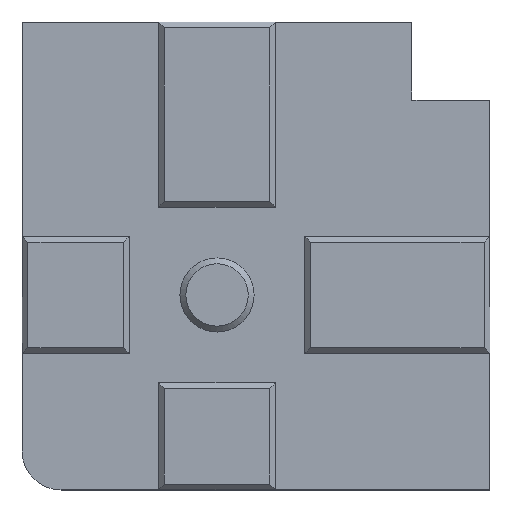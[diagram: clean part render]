
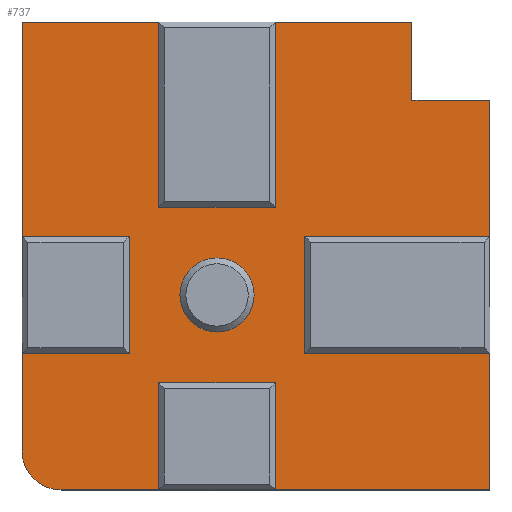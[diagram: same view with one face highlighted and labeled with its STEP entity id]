
A CAD part, top view. The second image highlights one B-rep face of the part: STEP entity #737.
In plain terms, the highlighted planar face has unit normal (0, 0, 1).
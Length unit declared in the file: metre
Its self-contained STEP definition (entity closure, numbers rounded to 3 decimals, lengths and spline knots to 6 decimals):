
#14=CIRCLE('',#790,0.002);
#15=CIRCLE('',#797,0.0019);
#64=ORIENTED_EDGE('',*,*,#265,.T.);
#65=ORIENTED_EDGE('',*,*,#242,.T.);
#66=ORIENTED_EDGE('',*,*,#266,.T.);
#67=ORIENTED_EDGE('',*,*,#267,.F.);
#68=ORIENTED_EDGE('',*,*,#268,.F.);
#69=ORIENTED_EDGE('',*,*,#245,.T.);
#70=ORIENTED_EDGE('',*,*,#249,.T.);
#71=ORIENTED_EDGE('',*,*,#269,.F.);
#72=ORIENTED_EDGE('',*,*,#270,.F.);
#73=ORIENTED_EDGE('',*,*,#271,.T.);
#74=ORIENTED_EDGE('',*,*,#252,.T.);
#75=ORIENTED_EDGE('',*,*,#255,.T.);
#76=ORIENTED_EDGE('',*,*,#258,.F.);
#77=ORIENTED_EDGE('',*,*,#262,.F.);
#78=ORIENTED_EDGE('',*,*,#272,.F.);
#79=ORIENTED_EDGE('',*,*,#273,.T.);
#80=ORIENTED_EDGE('',*,*,#274,.T.);
#81=ORIENTED_EDGE('',*,*,#264,.F.);
#82=ORIENTED_EDGE('',*,*,#231,.T.);
#83=ORIENTED_EDGE('',*,*,#275,.T.);
#84=ORIENTED_EDGE('',*,*,#276,.T.);
#85=ORIENTED_EDGE('',*,*,#277,.F.);
#86=ORIENTED_EDGE('',*,*,#235,.T.);
#87=ORIENTED_EDGE('',*,*,#238,.T.);
#231=EDGE_CURVE('',#336,#335,#400,.T.);
#235=EDGE_CURVE('',#333,#339,#404,.T.);
#238=EDGE_CURVE('',#339,#341,#14,.T.);
#242=EDGE_CURVE('',#341,#345,#409,.T.);
#245=EDGE_CURVE('',#343,#347,#412,.T.);
#249=EDGE_CURVE('',#347,#351,#416,.T.);
#252=EDGE_CURVE('',#349,#353,#419,.T.);
#255=EDGE_CURVE('',#353,#355,#422,.T.);
#258=EDGE_CURVE('',#357,#355,#425,.T.);
#262=EDGE_CURVE('',#361,#357,#429,.T.);
#264=EDGE_CURVE('',#336,#359,#431,.T.);
#265=EDGE_CURVE('',#362,#362,#15,.F.);
#266=EDGE_CURVE('',#345,#363,#432,.T.);
#267=EDGE_CURVE('',#364,#363,#433,.T.);
#268=EDGE_CURVE('',#343,#364,#434,.T.);
#269=EDGE_CURVE('',#365,#351,#435,.T.);
#270=EDGE_CURVE('',#366,#365,#436,.T.);
#271=EDGE_CURVE('',#366,#349,#437,.T.);
#272=EDGE_CURVE('',#367,#361,#438,.T.);
#273=EDGE_CURVE('',#367,#368,#439,.T.);
#274=EDGE_CURVE('',#368,#359,#440,.T.);
#275=EDGE_CURVE('',#335,#369,#441,.T.);
#276=EDGE_CURVE('',#369,#370,#442,.T.);
#277=EDGE_CURVE('',#333,#370,#443,.T.);
#333=VERTEX_POINT('',#1039);
#335=VERTEX_POINT('',#1043);
#336=VERTEX_POINT('',#1045);
#339=VERTEX_POINT('',#1051);
#341=VERTEX_POINT('',#1057);
#343=VERTEX_POINT('',#1062);
#345=VERTEX_POINT('',#1066);
#347=VERTEX_POINT('',#1071);
#349=VERTEX_POINT('',#1076);
#351=VERTEX_POINT('',#1080);
#353=VERTEX_POINT('',#1085);
#355=VERTEX_POINT('',#1091);
#357=VERTEX_POINT('',#1097);
#359=VERTEX_POINT('',#1102);
#361=VERTEX_POINT('',#1106);
#362=VERTEX_POINT('',#1112);
#363=VERTEX_POINT('',#1114);
#364=VERTEX_POINT('',#1116);
#365=VERTEX_POINT('',#1119);
#366=VERTEX_POINT('',#1121);
#367=VERTEX_POINT('',#1124);
#368=VERTEX_POINT('',#1126);
#369=VERTEX_POINT('',#1129);
#370=VERTEX_POINT('',#1131);
#400=LINE('',#1044,#499);
#404=LINE('',#1052,#503);
#409=LINE('',#1067,#508);
#412=LINE('',#1072,#511);
#416=LINE('',#1081,#515);
#419=LINE('',#1086,#518);
#422=LINE('',#1092,#521);
#425=LINE('',#1098,#524);
#429=LINE('',#1107,#528);
#431=LINE('',#1109,#530);
#432=LINE('',#1113,#531);
#433=LINE('',#1115,#532);
#434=LINE('',#1117,#533);
#435=LINE('',#1118,#534);
#436=LINE('',#1120,#535);
#437=LINE('',#1122,#536);
#438=LINE('',#1123,#537);
#439=LINE('',#1125,#538);
#440=LINE('',#1127,#539);
#441=LINE('',#1128,#540);
#442=LINE('',#1130,#541);
#443=LINE('',#1132,#542);
#499=VECTOR('',#843,1.);
#503=VECTOR('',#847,1.);
#508=VECTOR('',#860,1.);
#511=VECTOR('',#863,1.);
#515=VECTOR('',#869,1.);
#518=VECTOR('',#872,1.);
#521=VECTOR('',#877,1.);
#524=VECTOR('',#882,1.);
#528=VECTOR('',#888,1.);
#530=VECTOR('',#890,1.);
#531=VECTOR('',#895,1.);
#532=VECTOR('',#896,1.);
#533=VECTOR('',#897,1.);
#534=VECTOR('',#898,1.);
#535=VECTOR('',#899,1.);
#536=VECTOR('',#900,1.);
#537=VECTOR('',#901,1.);
#538=VECTOR('',#902,1.);
#539=VECTOR('',#903,1.);
#540=VECTOR('',#904,1.);
#541=VECTOR('',#905,1.);
#542=VECTOR('',#906,1.);
#602=EDGE_LOOP('',(#64));
#603=EDGE_LOOP('',(#65,#66,#67,#68,#69,#70,#71,#72,#73,#74,#75,#76,#77,
#78,#79,#80,#81,#82,#83,#84,#85,#86,#87));
#649=FACE_BOUND('',#602,.T.);
#650=FACE_BOUND('',#603,.T.);
#695=PLANE('',#796);
#737=ADVANCED_FACE('',(#649,#650),#695,.T.);
#790=AXIS2_PLACEMENT_3D('',#1058,#853,#854);
#796=AXIS2_PLACEMENT_3D('',#1110,#891,#892);
#797=AXIS2_PLACEMENT_3D('',#1111,#893,#894);
#843=DIRECTION('',(0.,-1.,0.));
#847=DIRECTION('',(0.,-1.,0.));
#853=DIRECTION('',(0.,0.,1.));
#854=DIRECTION('',(1.,0.,0.));
#860=DIRECTION('',(1.,0.,0.));
#863=DIRECTION('',(1.,0.,0.));
#869=DIRECTION('',(0.,1.,0.));
#872=DIRECTION('',(0.,1.,0.));
#877=DIRECTION('',(-1.,0.,0.));
#882=DIRECTION('',(0.,-1.,0.));
#888=DIRECTION('',(1.,0.,0.));
#890=DIRECTION('',(1.,0.,0.));
#891=DIRECTION('',(0.,0.,1.));
#892=DIRECTION('',(1.,0.,0.));
#893=DIRECTION('',(0.,0.,1.));
#894=DIRECTION('',(1.,0.,0.));
#895=DIRECTION('',(0.,1.,0.));
#896=DIRECTION('',(-1.,0.,0.));
#897=DIRECTION('',(0.,1.,0.));
#898=DIRECTION('',(1.,0.,0.));
#899=DIRECTION('',(0.,-1.,0.));
#900=DIRECTION('',(1.,0.,0.));
#901=DIRECTION('',(0.,1.,0.));
#902=DIRECTION('',(-1.,0.,0.));
#903=DIRECTION('',(0.,1.,0.));
#904=DIRECTION('',(1.,0.,0.));
#905=DIRECTION('',(0.,-1.,0.));
#906=DIRECTION('',(1.,0.,0.));
#1039=CARTESIAN_POINT('',(-0.01,-0.003,0.001));
#1043=CARTESIAN_POINT('',(-0.01,0.003,0.001));
#1044=CARTESIAN_POINT('',(-0.01,0.0065,0.001));
#1045=CARTESIAN_POINT('',(-0.01,0.014,0.001));
#1051=CARTESIAN_POINT('',(-0.01,-0.008,0.001));
#1052=CARTESIAN_POINT('',(-0.01,0.0065,0.001));
#1057=CARTESIAN_POINT('',(-0.008,-0.01,0.001));
#1058=CARTESIAN_POINT('',(-0.008,-0.008,0.001));
#1062=CARTESIAN_POINT('',(0.003,-0.01,0.001));
#1066=CARTESIAN_POINT('',(-0.003,-0.01,0.001));
#1067=CARTESIAN_POINT('',(-0.0055,-0.01,0.001));
#1071=CARTESIAN_POINT('',(0.014,-0.01,0.001));
#1072=CARTESIAN_POINT('',(-0.0055,-0.01,0.001));
#1076=CARTESIAN_POINT('',(0.014,0.003,0.001));
#1080=CARTESIAN_POINT('',(0.014,-0.003,0.001));
#1081=CARTESIAN_POINT('',(0.014,-0.0065,0.001));
#1085=CARTESIAN_POINT('',(0.014,0.01,0.001));
#1086=CARTESIAN_POINT('',(0.014,-0.0065,0.001));
#1091=CARTESIAN_POINT('',(0.01,0.01,0.001));
#1092=CARTESIAN_POINT('',(0.012,0.01,0.001));
#1097=CARTESIAN_POINT('',(0.01,0.014,0.001));
#1098=CARTESIAN_POINT('',(0.01,0.012,0.001));
#1102=CARTESIAN_POINT('',(-0.003,0.014,0.001));
#1106=CARTESIAN_POINT('',(0.003,0.014,0.001));
#1107=CARTESIAN_POINT('',(0.0065,0.014,0.001));
#1109=CARTESIAN_POINT('',(0.0065,0.014,0.001));
#1110=CARTESIAN_POINT('',(0.002,0.002,0.001));
#1111=CARTESIAN_POINT('',(0.,0.,0.001));
#1112=CARTESIAN_POINT('',(0.0019,0.,0.001));
#1113=CARTESIAN_POINT('',(-0.003,0.002,0.001));
#1114=CARTESIAN_POINT('',(-0.003,-0.0045,0.001));
#1115=CARTESIAN_POINT('',(0.002,-0.0045,0.001));
#1116=CARTESIAN_POINT('',(0.003,-0.0045,0.001));
#1117=CARTESIAN_POINT('',(0.003,0.002,0.001));
#1118=CARTESIAN_POINT('',(0.00725,-0.003,0.001));
#1119=CARTESIAN_POINT('',(0.0045,-0.003,0.001));
#1120=CARTESIAN_POINT('',(0.0045,0.,0.001));
#1121=CARTESIAN_POINT('',(0.0045,0.003,0.001));
#1122=CARTESIAN_POINT('',(0.00725,0.003,0.001));
#1123=CARTESIAN_POINT('',(0.003,0.00725,0.001));
#1124=CARTESIAN_POINT('',(0.003,0.0045,0.001));
#1125=CARTESIAN_POINT('',(0.,0.0045,0.001));
#1126=CARTESIAN_POINT('',(-0.003,0.0045,0.001));
#1127=CARTESIAN_POINT('',(-0.003,0.00725,0.001));
#1128=CARTESIAN_POINT('',(0.002,0.003,0.001));
#1129=CARTESIAN_POINT('',(-0.0045,0.003,0.001));
#1130=CARTESIAN_POINT('',(-0.0045,0.002,0.001));
#1131=CARTESIAN_POINT('',(-0.0045,-0.003,0.001));
#1132=CARTESIAN_POINT('',(0.002,-0.003,0.001));
